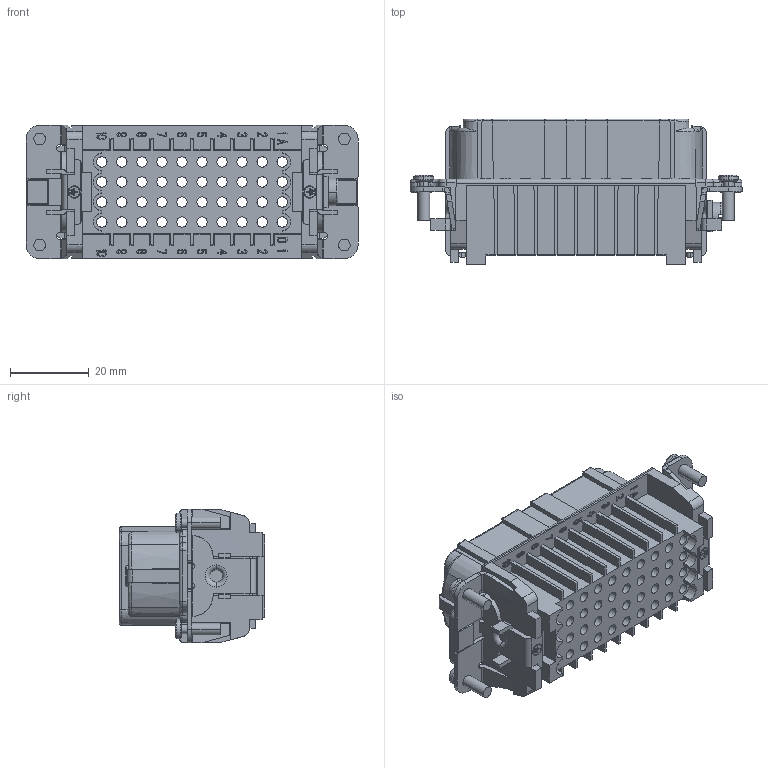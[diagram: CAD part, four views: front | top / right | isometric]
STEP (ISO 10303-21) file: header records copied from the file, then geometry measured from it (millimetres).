
FILE_DESCRIPTION((''),'2;1');
FILE_NAME('HD040FC','2017-08-18T',('tl.yang'),(''),'PRO/ENGINEER BY PARAMETRIC TECHNOLOGY CORPORATION, 2011500','PRO/ENGINEER BY PARAMETRIC TECHNOLOGY CORPORATION, 2011500','');
FILE_SCHEMA(('CONFIG_CONTROL_DESIGN'));
Products named in the file (1): HD040FC
Bounding box: 84.5 x 37.1 x 34 mm (x, y, z)
Volume: 42732.2 mm3; surface area: 30612.1 mm2
Topology: 1 solids, 1 shells, 2814 faces, 7802 edges, 5122 vertices
Faces by surface type: plane 2238, cylinder 308, cone 164, bspline 76, torus 28
Entity records: 91151 total; most frequent: CARTESIAN_POINT 18769, ORIENTED_EDGE 15604, DIRECTION 13964, EDGE_CURVE 7802, VECTOR 6736, LINE 6736, VERTEX_POINT 5122, AXIS2_PLACEMENT_3D 3614
